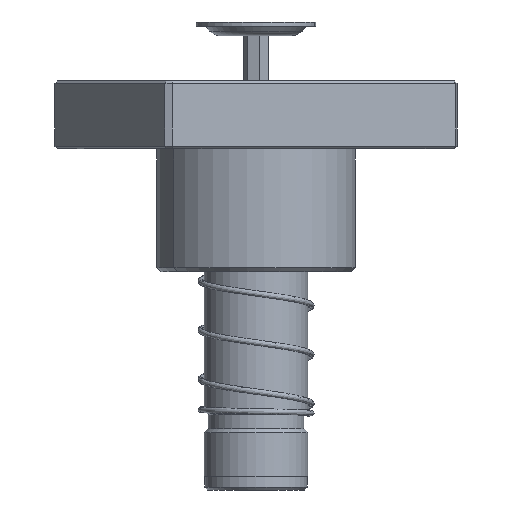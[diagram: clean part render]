
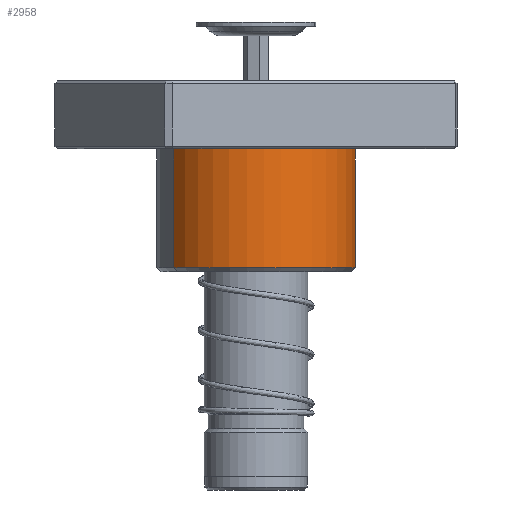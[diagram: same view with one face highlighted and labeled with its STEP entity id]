
A CAD part, front view. The second image highlights one B-rep face of the part: STEP entity #2958.
In plain terms, the highlighted cylindrical face has radius 36.5 mm (diameter 73 mm), a partial arc.
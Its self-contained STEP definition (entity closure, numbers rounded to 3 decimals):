
#49 = VERTEX_POINT ( 'NONE', #3137 ) ;
#1628 = CARTESIAN_POINT ( 'NONE',  ( 0., 0., 25. ) ) ;
#1665 = EDGE_LOOP ( 'NONE', ( #36175, #9873, #14727, #19017, #12072 ) ) ;
#2700 = CARTESIAN_POINT ( 'NONE',  ( 36.5, 0., 70. ) ) ;
#2958 = ADVANCED_FACE ( 'NONE', ( #25300 ), #15529, .T. ) ;
#3137 = CARTESIAN_POINT ( 'NONE',  ( -36.5, 0., 25. ) ) ;
#5744 = DIRECTION ( 'NONE',  ( 0., 0., -1. ) ) ;
#6183 = CIRCLE ( 'NONE', #34626, 36.5 ) ;
#6912 = EDGE_CURVE ( 'NONE', #12200, #10856, #6183, .T. ) ;
#7755 = DIRECTION ( 'NONE',  ( 0., 0., 1. ) ) ;
#7785 = CARTESIAN_POINT ( 'NONE',  ( 0., 0., 68.5 ) ) ;
#8884 = CARTESIAN_POINT ( 'NONE',  ( 36.5, 0., 68.5 ) ) ;
#9529 = EDGE_CURVE ( 'NONE', #12200, #16915, #22914, .T. ) ;
#9873 = ORIENTED_EDGE ( 'NONE', *, *, #6912, .T. ) ;
#10001 = VECTOR ( 'NONE', #28736, 1000. ) ;
#10530 = EDGE_CURVE ( 'NONE', #10856, #49, #13082, .T. ) ;
#10644 = DIRECTION ( 'NONE',  ( 0., 0., -1. ) ) ;
#10856 = VERTEX_POINT ( 'NONE', #34270 ) ;
#12022 = DIRECTION ( 'NONE',  ( 1., 0., 0. ) ) ;
#12072 = ORIENTED_EDGE ( 'NONE', *, *, #33465, .T. ) ;
#12200 = VERTEX_POINT ( 'NONE', #8884 ) ;
#13082 = LINE ( 'NONE', #20281, #34545 ) ;
#13445 = AXIS2_PLACEMENT_3D ( 'NONE', #1628, #7755, #24270 ) ;
#13552 = EDGE_CURVE ( 'NONE', #49, #20277, #32094, .T. ) ;
#14727 = ORIENTED_EDGE ( 'NONE', *, *, #10530, .T. ) ;
#15529 = CYLINDRICAL_SURFACE ( 'NONE', #34089, 36.5 ) ;
#16915 = VERTEX_POINT ( 'NONE', #23185 ) ;
#19017 = ORIENTED_EDGE ( 'NONE', *, *, #13552, .T. ) ;
#20277 = VERTEX_POINT ( 'NONE', #29385 ) ;
#20281 = CARTESIAN_POINT ( 'NONE',  ( -36.5, 0., 70. ) ) ;
#22914 = LINE ( 'NONE', #2700, #10001 ) ;
#22915 = AXIS2_PLACEMENT_3D ( 'NONE', #34526, #25962, #12022 ) ;
#23185 = CARTESIAN_POINT ( 'NONE',  ( 36.5, 0., 25. ) ) ;
#24270 = DIRECTION ( 'NONE',  ( 1., 0., 0. ) ) ;
#24689 = CARTESIAN_POINT ( 'NONE',  ( 0., 0., 70. ) ) ;
#25300 = FACE_OUTER_BOUND ( 'NONE', #1665, .T. ) ;
#25962 = DIRECTION ( 'NONE',  ( 0., 0., 1. ) ) ;
#27347 = DIRECTION ( 'NONE',  ( 0., 0., -1. ) ) ;
#28736 = DIRECTION ( 'NONE',  ( 0., 0., -1. ) ) ;
#29385 = CARTESIAN_POINT ( 'NONE',  ( 0., -36.5, 25. ) ) ;
#30199 = DIRECTION ( 'NONE',  ( 1., 0., 0. ) ) ;
#30597 = DIRECTION ( 'NONE',  ( -1., 0., 0. ) ) ;
#32094 = CIRCLE ( 'NONE', #13445, 36.5 ) ;
#33465 = EDGE_CURVE ( 'NONE', #20277, #16915, #36691, .T. ) ;
#34089 = AXIS2_PLACEMENT_3D ( 'NONE', #24689, #27347, #30597 ) ;
#34270 = CARTESIAN_POINT ( 'NONE',  ( -36.5, 0., 68.5 ) ) ;
#34526 = CARTESIAN_POINT ( 'NONE',  ( 0., 0., 25. ) ) ;
#34545 = VECTOR ( 'NONE', #5744, 1000. ) ;
#34626 = AXIS2_PLACEMENT_3D ( 'NONE', #7785, #10644, #30199 ) ;
#36175 = ORIENTED_EDGE ( 'NONE', *, *, #9529, .F. ) ;
#36691 = CIRCLE ( 'NONE', #22915, 36.5 ) ;
